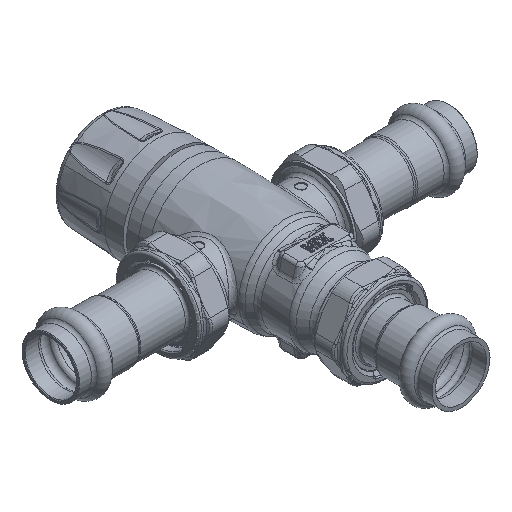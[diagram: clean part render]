
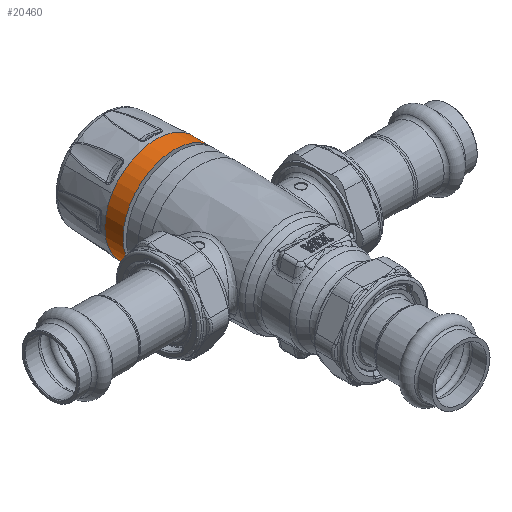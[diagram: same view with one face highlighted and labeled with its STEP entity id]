
A CAD part, isometric view. The second image highlights one B-rep face of the part: STEP entity #20460.
In plain terms, the highlighted cylindrical face has radius 22.5 mm (diameter 45 mm), a full revolution.
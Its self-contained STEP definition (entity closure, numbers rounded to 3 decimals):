
#2339=FACE_OUTER_BOUND('',#3683,.T.);
#3683=EDGE_LOOP('',(#16664,#16665,#16666,#16667,#16668));
#4846=CIRCLE('',#22512,22.5);
#4847=CIRCLE('',#22513,22.5);
#4848=CIRCLE('',#22514,22.5);
#5840=LINE('',#75935,#6661);
#6661=VECTOR('',#27060,22.5);
#8759=VERTEX_POINT('',#75930);
#8760=VERTEX_POINT('',#75931);
#8761=VERTEX_POINT('',#75934);
#11434=EDGE_CURVE('',#8759,#8760,#4846,.T.);
#11435=EDGE_CURVE('',#8760,#8759,#4847,.T.);
#11436=EDGE_CURVE('',#8760,#8761,#5840,.T.);
#11437=EDGE_CURVE('',#8761,#8761,#4848,.T.);
#16664=ORIENTED_EDGE('',*,*,#11434,.F.);
#16665=ORIENTED_EDGE('',*,*,#11435,.F.);
#16666=ORIENTED_EDGE('',*,*,#11436,.T.);
#16667=ORIENTED_EDGE('',*,*,#11437,.T.);
#16668=ORIENTED_EDGE('',*,*,#11436,.F.);
#18283=CYLINDRICAL_SURFACE('',#22511,22.5);
#20460=ADVANCED_FACE('',(#2339),#18283,.T.);
#22511=AXIS2_PLACEMENT_3D('',#75929,#27054,#27055);
#22512=AXIS2_PLACEMENT_3D('',#75932,#27056,#27057);
#22513=AXIS2_PLACEMENT_3D('',#75933,#27058,#27059);
#22514=AXIS2_PLACEMENT_3D('',#75936,#27061,#27062);
#27054=DIRECTION('center_axis',(0.,1.,0.));
#27055=DIRECTION('ref_axis',(-0.859,0.,0.512));
#27056=DIRECTION('center_axis',(0.,1.,0.));
#27057=DIRECTION('ref_axis',(0.,0.,-1.));
#27058=DIRECTION('center_axis',(0.,1.,0.));
#27059=DIRECTION('ref_axis',(0.,0.,-1.));
#27060=DIRECTION('',(0.,-1.,0.));
#27061=DIRECTION('center_axis',(0.,1.,0.));
#27062=DIRECTION('ref_axis',(0.,0.,-1.));
#75929=CARTESIAN_POINT('Origin',(0.,49.6,0.));
#75930=CARTESIAN_POINT('',(-19.326,41.1,11.521));
#75931=CARTESIAN_POINT('',(19.326,41.1,-11.521));
#75932=CARTESIAN_POINT('Origin',(0.,41.1,0.));
#75933=CARTESIAN_POINT('Origin',(0.,41.1,0.));
#75934=CARTESIAN_POINT('',(19.326,33.1,-11.521));
#75935=CARTESIAN_POINT('',(19.326,49.6,-11.521));
#75936=CARTESIAN_POINT('Origin',(0.,33.1,0.));
